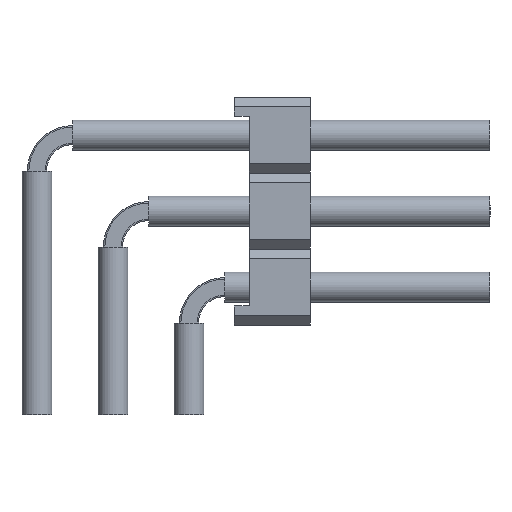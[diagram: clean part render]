
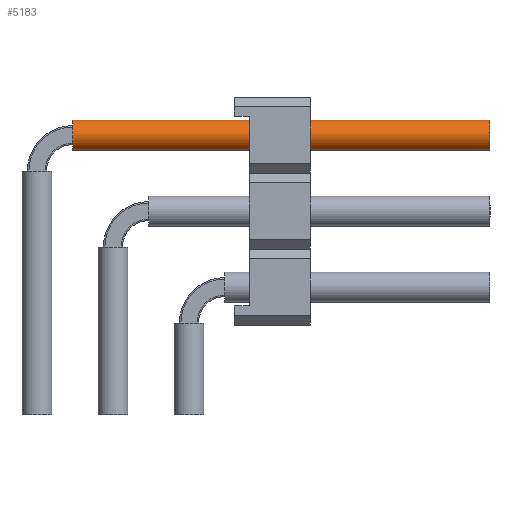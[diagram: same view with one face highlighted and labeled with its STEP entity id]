
A CAD part, left-side view. The second image highlights one B-rep face of the part: STEP entity #5183.
In plain terms, the highlighted cylindrical face has radius 0.5 mm (diameter 1 mm), a full revolution.
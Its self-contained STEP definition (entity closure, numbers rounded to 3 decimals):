
#2676=ORIENTED_EDGE('',*,*,#3496,.F.);
#2677=ORIENTED_EDGE('',*,*,#3497,.T.);
#3496=EDGE_CURVE('',#4016,#4016,#4228,.T.);
#3497=EDGE_CURVE('',#4017,#4017,#4229,.T.);
#4016=VERTEX_POINT('',#8695);
#4017=VERTEX_POINT('',#8697);
#4228=CIRCLE('',#5735,0.5);
#4229=CIRCLE('',#5736,0.5);
#4516=EDGE_LOOP('',(#2676));
#4517=EDGE_LOOP('',(#2677));
#4818=FACE_BOUND('',#4516,.T.);
#4819=FACE_BOUND('',#4517,.T.);
#4937=CYLINDRICAL_SURFACE('',#5734,0.5);
#5183=ADVANCED_FACE('',(#4818,#4819),#4937,.F.);
#5734=AXIS2_PLACEMENT_3D('',#8693,#7144,#7145);
#5735=AXIS2_PLACEMENT_3D('',#8694,#7146,#7147);
#5736=AXIS2_PLACEMENT_3D('',#8696,#7148,#7149);
#7144=DIRECTION('',(1.,0.,0.));
#7145=DIRECTION('',(0.,0.,-1.));
#7146=DIRECTION('',(-1.,0.,0.));
#7147=DIRECTION('',(0.,0.,1.));
#7148=DIRECTION('',(-1.,0.,0.));
#7149=DIRECTION('',(0.,0.,1.));
#8693=CARTESIAN_POINT('',(1.2,0.,9.35));
#8694=CARTESIAN_POINT('',(15.14,0.,9.35));
#8695=CARTESIAN_POINT('',(15.14,0.,9.85));
#8696=CARTESIAN_POINT('',(1.2,0.,9.35));
#8697=CARTESIAN_POINT('',(1.2,0.,9.85));
